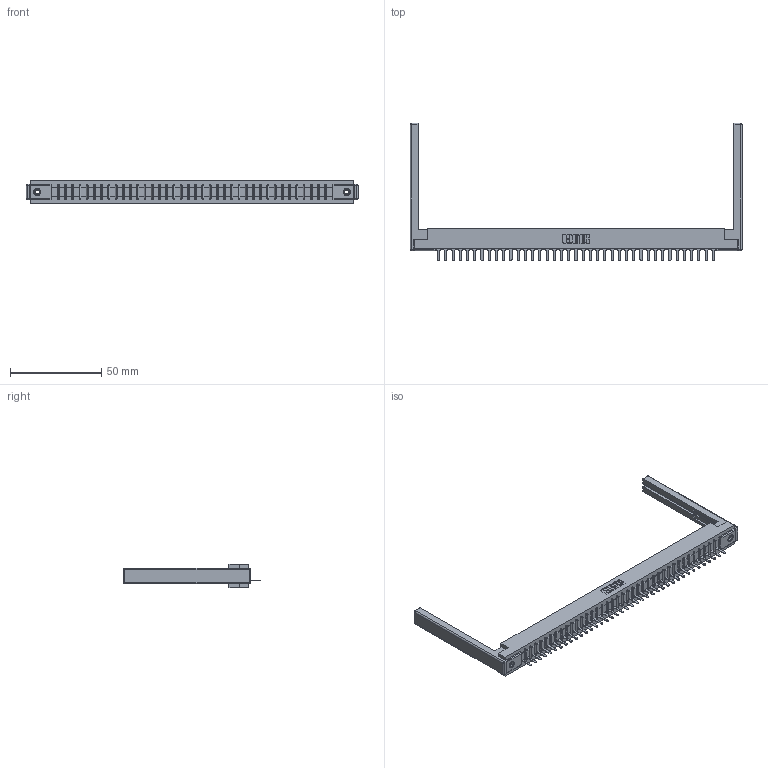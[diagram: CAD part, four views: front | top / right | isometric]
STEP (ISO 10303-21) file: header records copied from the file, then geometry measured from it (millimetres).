
FILE_DESCRIPTION (( 'STEP AP203' ), '1' );
FILE_NAME ('307-039-525-168.STEP', '2019-09-04T05:32:38', ( '' ), ( '' ), 'SwSTEP 2.0', 'SolidWorks 2016', '' );
FILE_SCHEMA (( 'CONFIG_CONTROL_DESIGN' ));
Length unit declared in the file: inch
Products named in the file (5): 307-220-068; 307 Part_.156 Dia Mounting Holes; 345-250-001_345-250-001-102; 307-290-001_525; 307-039-525-168
Assembly tree (44 placements, depth 2):
  307-039-525-168
    307 Part_.156 Dia Mounting Holes
    307-290-001_525  x39
    307-220-068  x2
    345-250-001_345-250-001-102  x2
Bounding box: 181.97 x 75.39 x 12.7 mm (x, y, z)
Volume: 23234.6 mm3; surface area: 23749.8 mm2
Topology: 44 solids, 44 shells, 2496 faces, 7031 edges, 4506 vertices
Faces by surface type: plane 1601, cylinder 791, sphere 88, cone 12, torus 4
Entity records: 36531 total; most frequent: CARTESIAN_POINT 6117, ORIENTED_EDGE 6092, DIRECTION 5968, EDGE_CURVE 3046, VECTOR 2334, LINE 2334, VERTEX_POINT 1966, AXIS2_PLACEMENT_3D 1817
